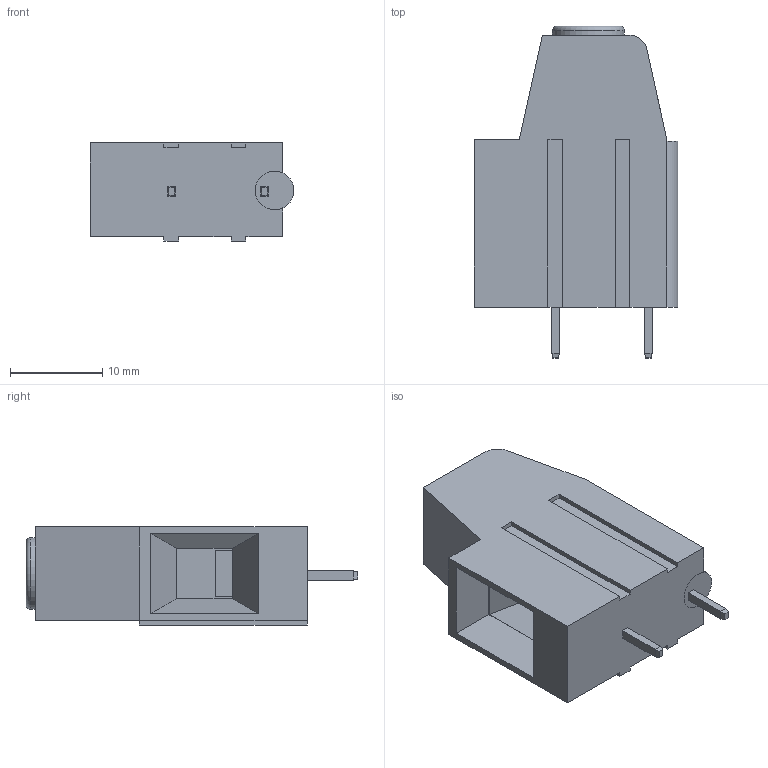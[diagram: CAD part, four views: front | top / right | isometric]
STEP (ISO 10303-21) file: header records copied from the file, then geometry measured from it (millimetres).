
FILE_DESCRIPTION(('FreeCAD Model'),'2;1');
FILE_NAME('Open CASCADE Shape Model','2022-08-30T13:55:24',( 'Engenharia Meltaltex'),('Engenharia Meltaltex'), 'Open CASCADE STEP processor 7.5','FreeCAD','Unknown');
FILE_SCHEMA(('AUTOMOTIVE_DESIGN { 1 0 10303 214 1 1 1 1 }'));
Length unit declared in the file: millimetre
Products named in the file (7): BR15; BR1501V; Screw005; Fusion; Block004; T008; T009
Assembly tree (6 placements, depth 3):
  BR15
    BR1501V
      Screw005
      Fusion
      Block004
      T008
      T009
Bounding box: 22.1 x 36 x 10.66 mm (x, y, z)
Volume: 4299.3 mm3; surface area: 3003.2 mm2
Topology: 5 solids, 5 shells, 88 faces, 202 edges, 129 vertices
Faces by surface type: plane 79, cylinder 8, torus 1
Full cylindrical faces by diameter (mm): 4.5 x1, 5.4 x1, 7.8 x1
Entity records: 5383 total; most frequent: CARTESIAN_POINT 1015, DIRECTION 808, LINE 548, VECTOR 548, ORIENTED_EDGE 404, PCURVE 404, DEFINITIONAL_REPRESENTATION 404, EDGE_CURVE 202
